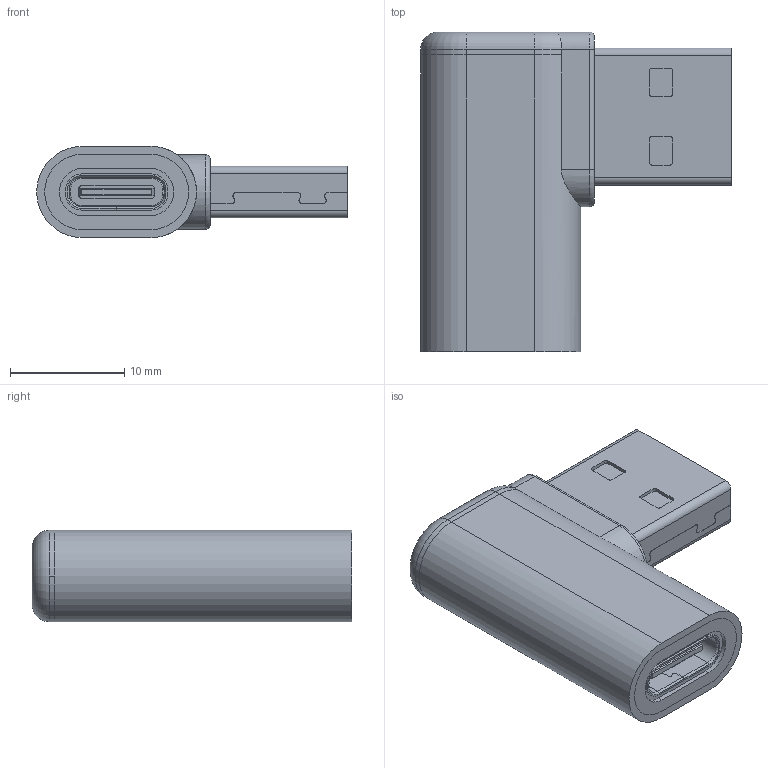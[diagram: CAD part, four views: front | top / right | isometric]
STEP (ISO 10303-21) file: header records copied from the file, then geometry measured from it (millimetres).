
FILE_DESCRIPTION (( 'STEP AP214' ), '1' );
FILE_NAME ('LU2AMCFRAR_3D.step', '2024-10-10T21:22:06', ( '' ), ( '' ), 'SwSTEP 2.0', 'SolidWorks 2022', '' );
FILE_SCHEMA (( 'AUTOMOTIVE_DESIGN' ));
Length unit declared in the file: inch
Products named in the file (12): TYPECFJIAOXIN^TYPECF_ASM_164-188-U2AMCFRAR- USB 2.0 AM TO TYPE CF 正反插 铝壳款(2)_LU2AMCFRAR; USB20AM__ASM^164-188-U2AMCFRAR- USB 2.0 AM TO TYPE CF 正反插 铝壳款(2)_LU2AMCFRAR; TYPECFGANGKE^TYPECF_ASM_164-188-U2AMCFRAR- USB 2.0 AM TO TYPE CF 正反插 铝壳款(2)_LU2AMCFRAR; TYPECFDZ^TYPECF_ASM_164-188-U2AMCFRAR- USB 2.0 AM TO TYPE CF 正反插 铝壳款(2)_LU2AMCFRAR; LU2AMCFRAR_3D; 4P___________2_1^USB_2_0_AM_______-0_25_____ASM__ASM_USB20AM__ASM_164-188-U2AMCFRAR- USB 2.0 AM TO TYPE CF 正反插 铝壳款(2)_LU2AMCFRAR; PVC2^164-188-U2AMCFRAR- USB 2.0 AM TO TYPE CF 正反插 铝壳款(2)_LU2AMCFRAR; USB_2_0_AM_______-0_25_____ASM__ASM^USB20AM__ASM_164-188-U2AMCFRAR- USB 2.0 AM TO TYPE CF 正反插 铝壳款(2)_LU2AMCFRAR; _4_4_2^USB_2_0_AM_______-0_25_____ASM__ASM_USB20AM__ASM_164-188-U2AMCFRAR- USB 2.0 AM TO TYPE CF 正反插 铝壳款(2)_LU2AMCFRAR; 164-188-U2AMCFRAR- USB 2.0 AM TO TYPE CF 正反插 铝壳款(2)^LU2AMCFRAR; TYPECF_ASM^164-188-U2AMCFRAR- USB 2.0 AM TO TYPE CF 正反插 铝壳款(2)_LU2AMCFRAR; LVKEU^164-188-U2AMCFRAR- USB 2.0 AM TO TYPE CF 正反插 铝壳款(2)_LU2AMCFRAR
Assembly tree (12 placements, depth 5):
  LU2AMCFRAR_3D
    164-188-U2AMCFRAR- USB 2.0 AM TO TYPE CF 正反插 铝壳款(2)^LU2AMCFRAR
      TYPECF_ASM^164-188-U2AMCFRAR- USB 2.0 AM TO TYPE CF 正反插 铝壳款(2)_LU2AMCFRAR
        TYPECFJIAOXIN^TYPECF_ASM_164-188-U2AMCFRAR- USB 2.0 AM TO TYPE CF 正反插 铝壳款(2)_LU2AMCFRAR
        TYPECFDZ^TYPECF_ASM_164-188-U2AMCFRAR- USB 2.0 AM TO TYPE CF 正反插 铝壳款(2)_LU2AMCFRAR  x2
        TYPECFGANGKE^TYPECF_ASM_164-188-U2AMCFRAR- USB 2.0 AM TO TYPE CF 正反插 铝壳款(2)_LU2AMCFRAR
      USB20AM__ASM^164-188-U2AMCFRAR- USB 2.0 AM TO TYPE CF 正反插 铝壳款(2)_LU2AMCFRAR
        USB_2_0_AM_______-0_25_____ASM__ASM^USB20AM__ASM_164-188-U2AMCFRAR- USB 2.0 AM TO TYPE CF 正反插 铝壳款(2)_LU2AMCFRAR
          4P___________2_1^USB_2_0_AM_______-0_25_____ASM__ASM_USB20AM__ASM_164-188-U2AMCFRAR- USB 2.0 AM TO TYPE CF 正反插 铝壳款(2)_LU2AMCFRAR
          _4_4_2^USB_2_0_AM_______-0_25_____ASM__ASM_USB20AM__ASM_164-188-U2AMCFRAR- USB 2.0 AM TO TYPE CF 正反插 铝壳款(2)_LU2AMCFRAR
      PVC2^164-188-U2AMCFRAR- USB 2.0 AM TO TYPE CF 正反插 铝壳款(2)_LU2AMCFRAR
      LVKEU^164-188-U2AMCFRAR- USB 2.0 AM TO TYPE CF 正反插 铝壳款(2)_LU2AMCFRAR
Bounding box: 27.2 x 28 x 8 mm (x, y, z)
Volume: 2852 mm3; surface area: 5697.6 mm2
Topology: 30 solids, 30 shells, 1425 faces, 4011 edges, 2656 vertices
Faces by surface type: plane 914, cylinder 493, torus 10, cone 8
Entity records: 33648 total; most frequent: CARTESIAN_POINT 6678, ORIENTED_EDGE 5638, DIRECTION 5406, EDGE_CURVE 2819, VECTOR 2052, LINE 2052, VERTEX_POINT 1864, AXIS2_PLACEMENT_3D 1677
